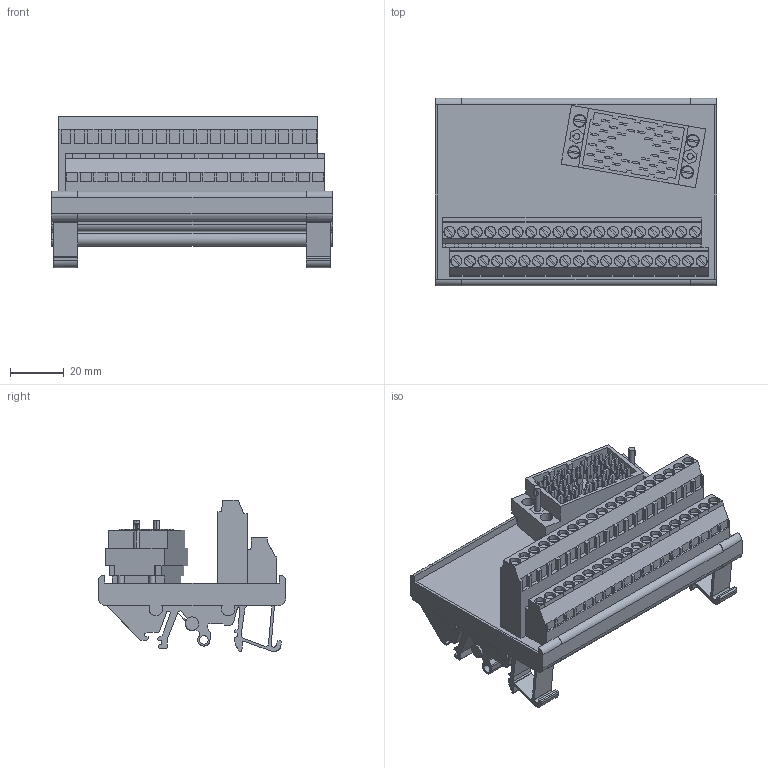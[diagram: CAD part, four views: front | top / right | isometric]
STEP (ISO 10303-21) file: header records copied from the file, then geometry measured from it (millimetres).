
FILE_DESCRIPTION(('CATIA V5R22 STEP214','CAx-IF Rec.Pracs.--- Model Styling and Organization---1.4--- 2014-01-23'),'2;1');
FILE_NAME ('006911-1_0', '2022-01-13T09:45:52+00:00', ('Weidmueller Interface'), ('Weidmueller'), 'CATIA Version 5-6 Release 2016 SP3 HF44', 'CATIA V5 STEP AP214', 'none');
FILE_SCHEMA(('AUTOMOTIVE_DESIGN { 1 0 10303 214 1 1 1 1 }'));
Products named in the file (1): 1126650000_RS ELCO 38_38RM S
Bounding box: 105 x 70 x 56.42 mm (x, y, z)
Volume: 101993.1 mm3; surface area: 60055.9 mm2
Topology: 1 solids, 2 shells, 1754 faces, 5330 edges, 3731 vertices
Faces by surface type: plane 1136, cylinder 572, bspline 38, cone 8
Entity records: 67220 total; most frequent: CARTESIAN_POINT 19368, ORIENTED_EDGE 10660, DIRECTION 7793, EDGE_CURVE 5330, VERTEX_POINT 3731, VECTOR 3388, LINE 3388, AXIS2_PLACEMENT_3D 2690
